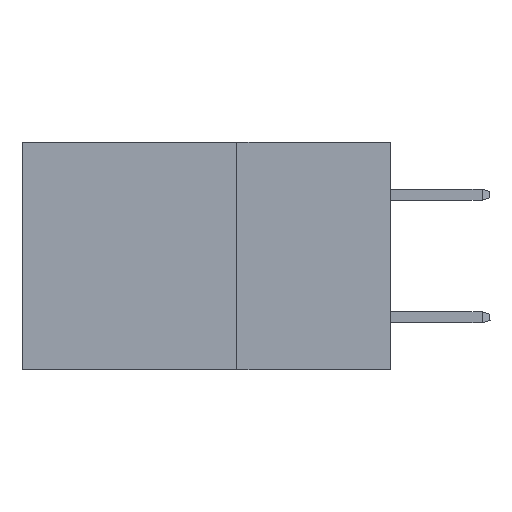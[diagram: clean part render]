
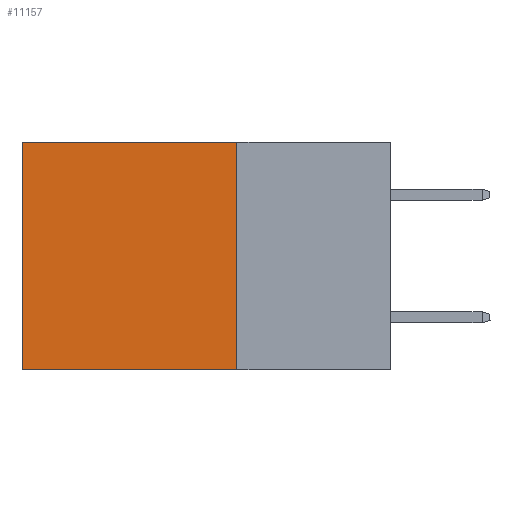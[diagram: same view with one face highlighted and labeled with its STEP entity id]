
A CAD part, left-side view. The second image highlights one B-rep face of the part: STEP entity #11157.
In plain terms, the highlighted planar face has unit normal (-1, 0, 0).
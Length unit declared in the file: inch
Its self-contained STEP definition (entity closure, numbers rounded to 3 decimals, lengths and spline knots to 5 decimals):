
#1124 = FACE_OUTER_BOUND ( 'NONE', #1859, .T. ) ;
#1391 = CARTESIAN_POINT ( 'NONE',  ( 0.2875, 0.25, 0. ) ) ;
#1859 = EDGE_LOOP ( 'NONE', ( #13604, #23420, #12935, #15505 ) ) ;
#3712 = EDGE_CURVE ( 'NONE', #10376, #22909, #23729, .T. ) ;
#4596 = EDGE_CURVE ( 'NONE', #25530, #22909, #12497, .T. ) ;
#4873 = VECTOR ( 'NONE', #7384, 39.37008 ) ;
#5410 = VECTOR ( 'NONE', #6810, 39.37008 ) ;
#6810 = DIRECTION ( 'NONE',  ( 0., 0., -1. ) ) ;
#7384 = DIRECTION ( 'NONE',  ( 0., 1., 0. ) ) ;
#7473 = CARTESIAN_POINT ( 'NONE',  ( 0.2875, 0.25, -0.37 ) ) ;
#7517 = PLANE ( 'NONE',  #22819 ) ;
#8330 = LINE ( 'NONE', #24744, #18148 ) ;
#8521 = EDGE_CURVE ( 'NONE', #15407, #10376, #9701, .T. ) ;
#9701 = LINE ( 'NONE', #26111, #4873 ) ;
#9706 = DIRECTION ( 'NONE',  ( 1., 0., 0. ) ) ;
#10376 = VERTEX_POINT ( 'NONE', #16509 ) ;
#11157 = ADVANCED_FACE ( 'NONE', ( #1124 ), #7517, .F. ) ;
#11478 = DIRECTION ( 'NONE',  ( 0., 0., -1. ) ) ;
#12497 = LINE ( 'NONE', #20857, #17899 ) ;
#12598 = EDGE_CURVE ( 'NONE', #15407, #25530, #8330, .T. ) ;
#12935 = ORIENTED_EDGE ( 'NONE', *, *, #12598, .F. ) ;
#13087 = CARTESIAN_POINT ( 'NONE',  ( 0.2875, 0.6, 0. ) ) ;
#13604 = ORIENTED_EDGE ( 'NONE', *, *, #3712, .T. ) ;
#14505 = CARTESIAN_POINT ( 'NONE',  ( 0.2875, 0.6, -0.37 ) ) ;
#15407 = VERTEX_POINT ( 'NONE', #21498 ) ;
#15505 = ORIENTED_EDGE ( 'NONE', *, *, #8521, .T. ) ;
#16509 = CARTESIAN_POINT ( 'NONE',  ( 0.2875, 0.6, 0. ) ) ;
#17899 = VECTOR ( 'NONE', #20314, 39.37008 ) ;
#18148 = VECTOR ( 'NONE', #18477, 39.37008 ) ;
#18477 = DIRECTION ( 'NONE',  ( 0., 0., -1. ) ) ;
#20314 = DIRECTION ( 'NONE',  ( 0., 1., 0. ) ) ;
#20857 = CARTESIAN_POINT ( 'NONE',  ( 0.2875, 0.25, -0.37 ) ) ;
#21498 = CARTESIAN_POINT ( 'NONE',  ( 0.2875, 0.25, 0. ) ) ;
#22819 = AXIS2_PLACEMENT_3D ( 'NONE', #1391, #9706, #11478 ) ;
#22909 = VERTEX_POINT ( 'NONE', #14505 ) ;
#23420 = ORIENTED_EDGE ( 'NONE', *, *, #4596, .F. ) ;
#23729 = LINE ( 'NONE', #13087, #5410 ) ;
#24744 = CARTESIAN_POINT ( 'NONE',  ( 0.2875, 0.25, 0. ) ) ;
#25530 = VERTEX_POINT ( 'NONE', #7473 ) ;
#26111 = CARTESIAN_POINT ( 'NONE',  ( 0.2875, 0.25, 0. ) ) ;
